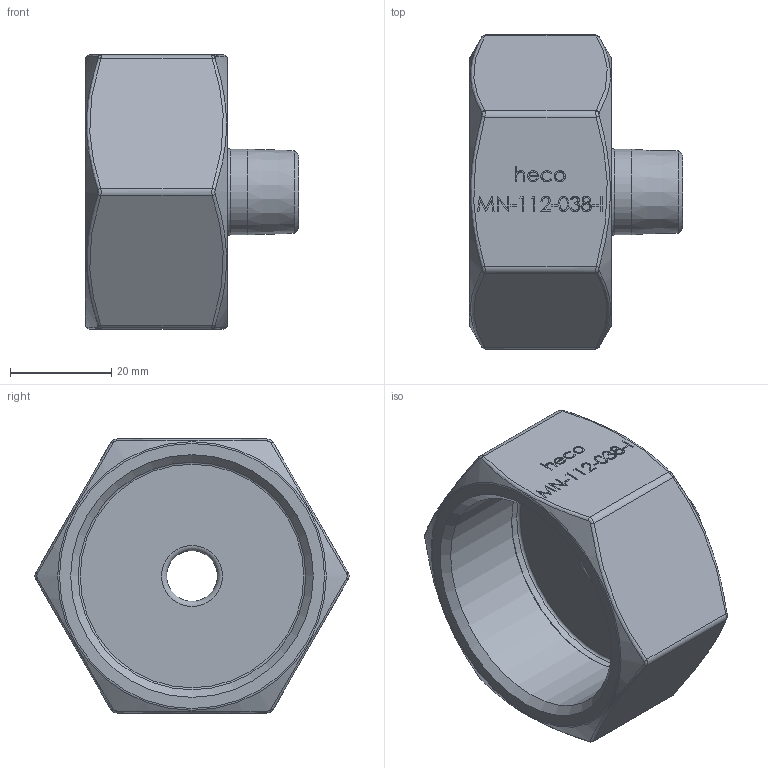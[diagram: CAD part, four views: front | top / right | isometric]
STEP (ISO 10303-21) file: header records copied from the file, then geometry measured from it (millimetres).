
FILE_DESCRIPTION (( 'STEP AP214' ), '1' );
FILE_NAME ('MN-112-038-I 2310.STEP', '2023-11-03T08:54:33', ( '' ), ( '' ), 'SwSTEP 2.0', 'SolidWorks 2019', '' );
FILE_SCHEMA (( 'AUTOMOTIVE_DESIGN' ));
Length unit declared in the file: millimetre
Products named in the file (1): MN-112-038-I 2310
Bounding box: 42 x 61.89 x 54 mm (x, y, z)
Volume: 38884.5 mm3; surface area: 13828.6 mm2
Topology: 1 solids, 1 shells, 231 faces, 585 edges, 380 vertices
Faces by surface type: plane 105, bspline 105, cylinder 10, torus 6, cone 5
Full cylindrical faces by diameter (mm): 10 x1, 16.893 x1, 44.845 x1, 45.045 x1
Entity records: 14284 total; most frequent: CARTESIAN_POINT 7405, ORIENTED_EDGE 1130, DIRECTION 652, EDGE_CURVE 565, VERTEX_POINT 375, VECTOR 312, LINE 312, EDGE_LOOP 272
